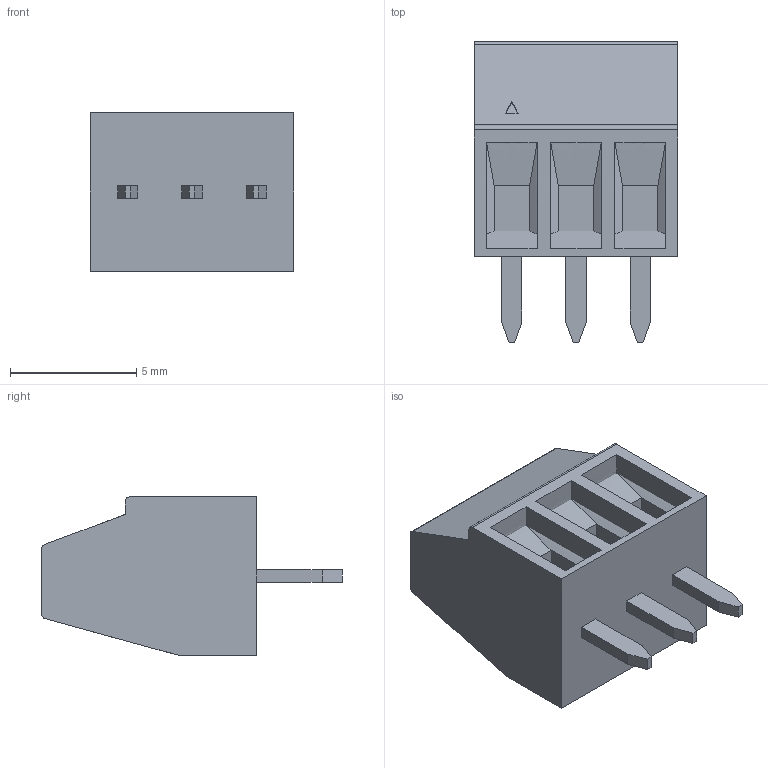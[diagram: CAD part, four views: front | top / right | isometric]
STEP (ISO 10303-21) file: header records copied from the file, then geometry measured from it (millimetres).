
FILE_DESCRIPTION (( 'STEP AP214' ), '1' );
FILE_NAME ('DG308-2.54-03P-14-00AH.STEP', '2021-01-03T21:09:56', ( '' ), ( '' ), 'SwSTEP 2.0', 'SolidWorks 2020', '' );
FILE_SCHEMA (( 'AUTOMOTIVE_DESIGN' ));
Length unit declared in the file: millimetre
Products named in the file (1): DG308-2.54-03P-14-00AH
Bounding box: 8.07 x 11.9 x 6.27 mm (x, y, z)
Volume: 303.3 mm3; surface area: 500.1 mm2
Topology: 1 solids, 1 shells, 457 faces, 1212 edges, 799 vertices
Faces by surface type: plane 231, bspline 190, cylinder 21, torus 15
Entity records: 27715 total; most frequent: CARTESIAN_POINT 13583, ORIENTED_EDGE 2424, DIRECTION 1452, EDGE_CURVE 1212, VERTEX_POINT 799, LINE 736, VECTOR 736, EDGE_LOOP 499
